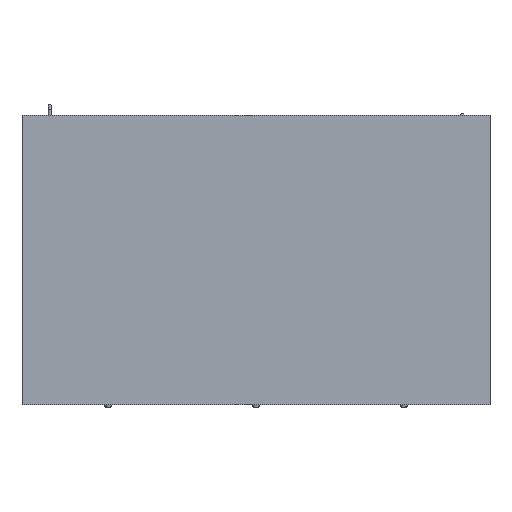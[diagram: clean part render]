
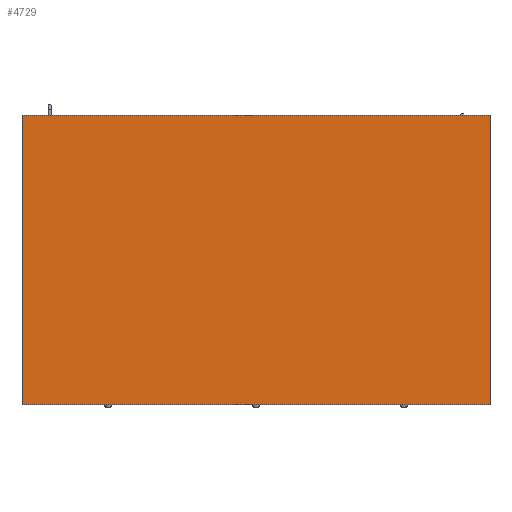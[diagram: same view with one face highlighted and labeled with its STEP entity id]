
A CAD part, front view. The second image highlights one B-rep face of the part: STEP entity #4729.
In plain terms, the highlighted planar face has unit normal (0, -1, 0).
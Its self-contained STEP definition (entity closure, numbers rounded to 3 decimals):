
#351=FACE_OUTER_BOUND('',#648,.T.);
#648=EDGE_LOOP('',(#3145,#3146,#3147,#3148));
#947=LINE('',#7023,#1459);
#950=LINE('',#7029,#1462);
#953=LINE('',#7035,#1465);
#956=LINE('',#7039,#1468);
#1459=VECTOR('',#5557,10.);
#1462=VECTOR('',#5562,10.);
#1465=VECTOR('',#5567,10.);
#1468=VECTOR('',#5572,10.);
#1971=VERTEX_POINT('',#7020);
#1972=VERTEX_POINT('',#7022);
#1974=VERTEX_POINT('',#7028);
#1976=VERTEX_POINT('',#7034);
#2437=EDGE_CURVE('',#1972,#1971,#947,.T.);
#2440=EDGE_CURVE('',#1974,#1972,#950,.T.);
#2443=EDGE_CURVE('',#1976,#1974,#953,.T.);
#2446=EDGE_CURVE('',#1971,#1976,#956,.T.);
#3145=ORIENTED_EDGE('',*,*,#2446,.T.);
#3146=ORIENTED_EDGE('',*,*,#2443,.T.);
#3147=ORIENTED_EDGE('',*,*,#2440,.T.);
#3148=ORIENTED_EDGE('',*,*,#2437,.T.);
#4510=PLANE('',#5081);
#4729=ADVANCED_FACE('',(#351),#4510,.T.);
#5081=AXIS2_PLACEMENT_3D('',#7041,#5575,#5576);
#5557=DIRECTION('',(1.,0.,0.));
#5562=DIRECTION('',(0.,0.,-1.));
#5567=DIRECTION('',(-1.,0.,0.));
#5572=DIRECTION('',(0.,0.,1.));
#5575=DIRECTION('center_axis',(0.,-1.,0.));
#5576=DIRECTION('ref_axis',(0.,0.,-1.));
#7020=CARTESIAN_POINT('',(562.5,-20.,-347.5));
#7022=CARTESIAN_POINT('',(-562.5,-20.,-347.5));
#7023=CARTESIAN_POINT('',(562.5,-20.,-347.5));
#7028=CARTESIAN_POINT('',(-562.5,-20.,347.5));
#7029=CARTESIAN_POINT('',(-562.5,-20.,-347.5));
#7034=CARTESIAN_POINT('',(562.5,-20.,347.5));
#7035=CARTESIAN_POINT('',(-562.5,-20.,347.5));
#7039=CARTESIAN_POINT('',(562.5,-20.,347.5));
#7041=CARTESIAN_POINT('Origin',(0.,-20.,0.));
